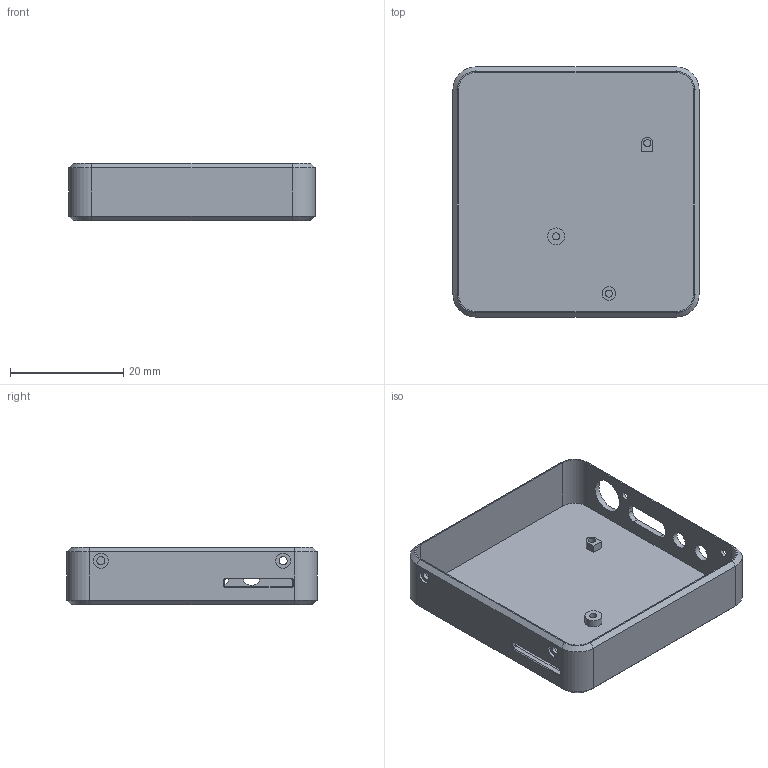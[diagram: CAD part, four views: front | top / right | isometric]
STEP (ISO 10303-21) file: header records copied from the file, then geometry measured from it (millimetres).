
FILE_DESCRIPTION(/* description */ (''),/* implementation_level */ '2;1');
FILE_NAME(/* name */ 'ThymePodPro-NewDesign v24-down.step',/* time_stamp */ '2025-08-13T11:30:30+08:00',/* author */ (''),/* organization */ (''),/* preprocessor_version */ 'ST-DEVELOPER v20.1',/* originating_system */ 'Autodesk Translation Framework v14.10.0.0',/* authorisation */ '');
FILE_SCHEMA (('AUTOMOTIVE_DESIGN { 1 0 10303 214 3 1 1 }'));
Length unit declared in the file: millimetre
Products named in the file (1): ThymePodPro-NewDesign
Bounding box: 43.5 x 44.2 x 10.2 mm (x, y, z)
Volume: 2888.1 mm3; surface area: 6877.5 mm2
Topology: 1 solids, 1 shells, 89 faces, 204 edges, 128 vertices
Faces by surface type: plane 44, cylinder 33, cone 12
Full cylindrical faces by diameter (mm): 1.25 x3, 1.45 x4, 2.4 x1, 2.65 x4, 3 x1, 3.1 x2, 6.1 x1
Entity records: 2646 total; most frequent: DIRECTION 462, CARTESIAN_POINT 422, ORIENTED_EDGE 408, EDGE_CURVE 204, AXIS2_PLACEMENT_3D 168, VERTEX_POINT 128, LINE 126, VECTOR 126
